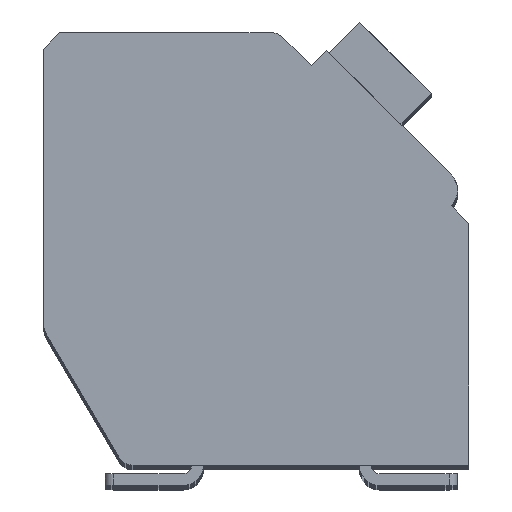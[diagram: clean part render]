
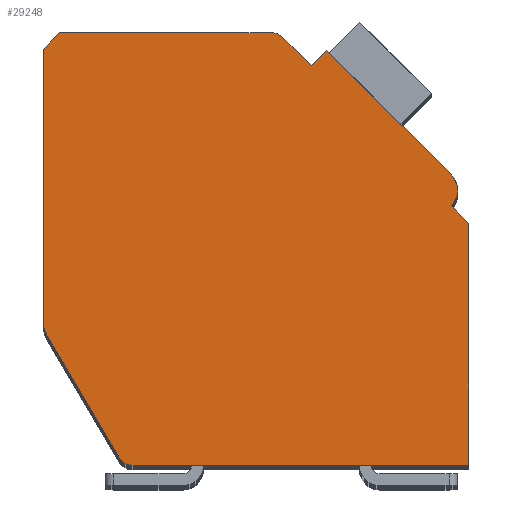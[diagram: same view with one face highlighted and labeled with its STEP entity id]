
A CAD part, top view. The second image highlights one B-rep face of the part: STEP entity #29248.
In plain terms, the highlighted planar face has unit normal (0, 0, 1).
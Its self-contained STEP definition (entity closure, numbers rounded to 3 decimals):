
#679=DIRECTION('',(0.,-1.,0.));
#680=VECTOR('',#679,8.053);
#681=CARTESIAN_POINT('',(-12.7,12.4,2.1));
#682=LINE('',#681,#680);
#683=DIRECTION('',(-0.707,-0.707,0.));
#684=VECTOR('',#683,0.707);
#685=CARTESIAN_POINT('',(-12.2,12.9,2.1));
#686=LINE('',#685,#684);
#687=DIRECTION('',(-1.,0.,0.));
#688=VECTOR('',#687,6.298);
#689=CARTESIAN_POINT('',(-5.902,12.9,2.1));
#690=LINE('',#689,#688);
#691=CARTESIAN_POINT('',(-5.902,12.4,2.1));
#692=DIRECTION('',(0.,0.,1.));
#693=DIRECTION('',(0.707,0.707,0.));
#694=AXIS2_PLACEMENT_3D('',#691,#692,#693);
#696=DIRECTION('',(-0.707,0.707,0.));
#697=VECTOR('',#696,1.197);
#698=CARTESIAN_POINT('',(-4.702,11.907,2.1));
#699=LINE('',#698,#697);
#700=DIRECTION('',(-0.707,-0.707,0.));
#701=VECTOR('',#700,0.65);
#702=CARTESIAN_POINT('',(-4.243,12.367,2.1));
#703=LINE('',#702,#701);
#704=DIRECTION('',(-0.707,0.707,0.));
#705=VECTOR('',#704,5.25);
#706=CARTESIAN_POINT('',(-0.53,8.655,2.1));
#707=LINE('',#706,#705);
#708=CARTESIAN_POINT('',(-0.99,8.195,2.1));
#709=DIRECTION('',(0.,0.,1.));
#710=DIRECTION('',(0.707,-0.707,0.));
#711=AXIS2_PLACEMENT_3D('',#708,#709,#710);
#713=DIRECTION('',(-0.707,0.707,0.));
#714=VECTOR('',#713,0.75);
#715=CARTESIAN_POINT('',(0.,7.205,2.1));
#716=LINE('',#715,#714);
#717=DIRECTION('',(0.,1.,0.));
#718=VECTOR('',#717,7.205);
#719=CARTESIAN_POINT('',(0.,0.,2.1));
#720=LINE('',#719,#718);
#721=DIRECTION('',(1.,0.,0.));
#722=VECTOR('',#721,10.014);
#723=CARTESIAN_POINT('',(-10.014,0.,2.1));
#724=LINE('',#723,#722);
#725=CARTESIAN_POINT('',(-10.014,0.5,2.1));
#726=DIRECTION('',(0.,0.,1.));
#727=DIRECTION('',(-0.862,-0.508,0.));
#728=AXIS2_PLACEMENT_3D('',#725,#726,#727);
#730=DIRECTION('',(0.508,-0.862,0.));
#731=VECTOR('',#730,4.17);
#732=CARTESIAN_POINT('',(-12.562,3.839,2.1));
#733=LINE('',#732,#731);
#734=CARTESIAN_POINT('',(-11.7,4.347,2.1));
#735=DIRECTION('',(0.,0.,1.));
#736=DIRECTION('',(-1.,0.,0.));
#737=AXIS2_PLACEMENT_3D('',#734,#735,#736);
#21994=CARTESIAN_POINT('',(-12.7,12.4,2.1));
#21995=CARTESIAN_POINT('',(-12.7,4.347,2.1));
#21996=VERTEX_POINT('',#21994);
#21997=VERTEX_POINT('',#21995);
#21998=CARTESIAN_POINT('',(-12.562,3.839,2.1));
#21999=VERTEX_POINT('',#21998);
#22000=CARTESIAN_POINT('',(-10.445,0.246,2.1));
#22001=VERTEX_POINT('',#22000);
#22002=CARTESIAN_POINT('',(-10.014,0.,2.1));
#22003=VERTEX_POINT('',#22002);
#22004=CARTESIAN_POINT('',(0.,0.,2.1));
#22005=VERTEX_POINT('',#22004);
#22006=CARTESIAN_POINT('',(0.,7.205,2.1));
#22007=VERTEX_POINT('',#22006);
#22008=CARTESIAN_POINT('',(-0.53,7.735,2.1));
#22009=VERTEX_POINT('',#22008);
#22010=CARTESIAN_POINT('',(-0.53,8.655,2.1));
#22011=VERTEX_POINT('',#22010);
#22012=CARTESIAN_POINT('',(-4.243,12.367,2.1));
#22013=VERTEX_POINT('',#22012);
#22014=CARTESIAN_POINT('',(-4.702,11.907,2.1));
#22015=VERTEX_POINT('',#22014);
#22016=CARTESIAN_POINT('',(-5.548,12.754,2.1));
#22017=VERTEX_POINT('',#22016);
#22018=CARTESIAN_POINT('',(-5.902,12.9,2.1));
#22019=VERTEX_POINT('',#22018);
#22020=CARTESIAN_POINT('',(-12.2,12.9,2.1));
#22021=VERTEX_POINT('',#22020);
#29215=CARTESIAN_POINT('',(0.,0.,2.1));
#29216=DIRECTION('',(0.,0.,1.));
#29217=DIRECTION('',(1.,0.,0.));
#29218=AXIS2_PLACEMENT_3D('',#29215,#29216,#29217);
#29219=PLANE('',#29218);
#29220=ORIENTED_EDGE('',*,*,#28653,.F.);
#29222=ORIENTED_EDGE('',*,*,#29221,.F.);
#29224=ORIENTED_EDGE('',*,*,#29223,.F.);
#29226=ORIENTED_EDGE('',*,*,#29225,.F.);
#29228=ORIENTED_EDGE('',*,*,#29227,.F.);
#29230=ORIENTED_EDGE('',*,*,#29229,.F.);
#29232=ORIENTED_EDGE('',*,*,#29231,.F.);
#29234=ORIENTED_EDGE('',*,*,#29233,.F.);
#29236=ORIENTED_EDGE('',*,*,#29235,.F.);
#29238=ORIENTED_EDGE('',*,*,#29237,.F.);
#29240=ORIENTED_EDGE('',*,*,#29239,.F.);
#29242=ORIENTED_EDGE('',*,*,#29241,.F.);
#29244=ORIENTED_EDGE('',*,*,#29243,.F.);
#29245=ORIENTED_EDGE('',*,*,#28863,.F.);
#29246=EDGE_LOOP('',(#29220,#29222,#29224,#29226,#29228,#29230,#29232,#29234,
#29236,#29238,#29240,#29242,#29244,#29245));
#29247=FACE_OUTER_BOUND('',#29246,.F.);
#695=CIRCLE('',#694,0.5);
#712=CIRCLE('',#711,0.65);
#729=CIRCLE('',#728,0.5);
#738=CIRCLE('',#737,1.);
#28653=EDGE_CURVE('',#21996,#21997,#682,.T.);
#28863=EDGE_CURVE('',#21997,#21999,#738,.T.);
#29221=EDGE_CURVE('',#22021,#21996,#686,.T.);
#29223=EDGE_CURVE('',#22019,#22021,#690,.T.);
#29225=EDGE_CURVE('',#22017,#22019,#695,.T.);
#29227=EDGE_CURVE('',#22015,#22017,#699,.T.);
#29229=EDGE_CURVE('',#22013,#22015,#703,.T.);
#29231=EDGE_CURVE('',#22011,#22013,#707,.T.);
#29233=EDGE_CURVE('',#22009,#22011,#712,.T.);
#29235=EDGE_CURVE('',#22007,#22009,#716,.T.);
#29237=EDGE_CURVE('',#22005,#22007,#720,.T.);
#29239=EDGE_CURVE('',#22003,#22005,#724,.T.);
#29241=EDGE_CURVE('',#22001,#22003,#729,.T.);
#29243=EDGE_CURVE('',#21999,#22001,#733,.T.);
#29248=ADVANCED_FACE('',(#29247),#29219,.T.);
